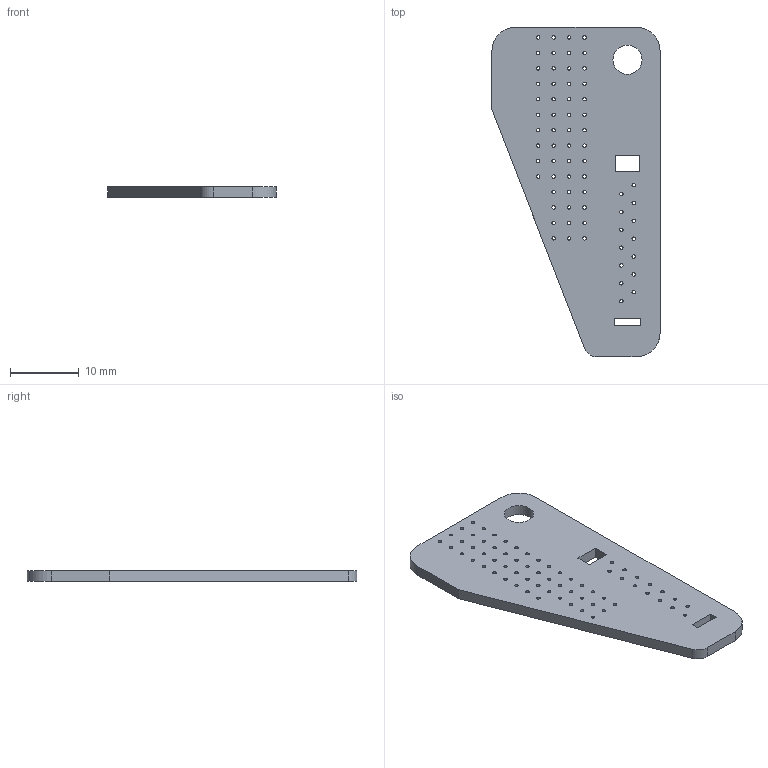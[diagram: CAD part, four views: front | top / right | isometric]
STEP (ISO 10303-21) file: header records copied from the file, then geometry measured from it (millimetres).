
FILE_DESCRIPTION(('KiCad electronic assembly'),'2;1');
FILE_NAME('kuc.step','2023-05-28T20:36:26',('Pcbnew'),('Kicad'), 'Open CASCADE STEP processor 7.6','KiCad to STEP converter','Unknown' );
FILE_SCHEMA(('AUTOMOTIVE_DESIGN { 1 0 10303 214 1 1 1 1 }'));
Length unit declared in the file: millimetre
Products named in the file (2): kuc 1; kuc PCB
Assembly tree (1 placements, depth 2):
  kuc 1
    kuc PCB
Bounding box: 24.5 x 48 x 1.6 mm (x, y, z)
Volume: 1402.1 mm3; surface area: 2180.6 mm2
Topology: 1 solids, 1 shells, 86 faces, 252 edges, 168 vertices
Faces by surface type: cylinder 71, plane 15
Full cylindrical faces by diameter (mm): 0.5 x66, 4.25 x1
Entity records: 6537 total; most frequent: DIRECTION 1074, CARTESIAN_POINT 1012, ORIENTED_EDGE 504, PCURVE 504, DEFINITIONAL_REPRESENTATION 504, LINE 472, VECTOR 472, CIRCLE 284
